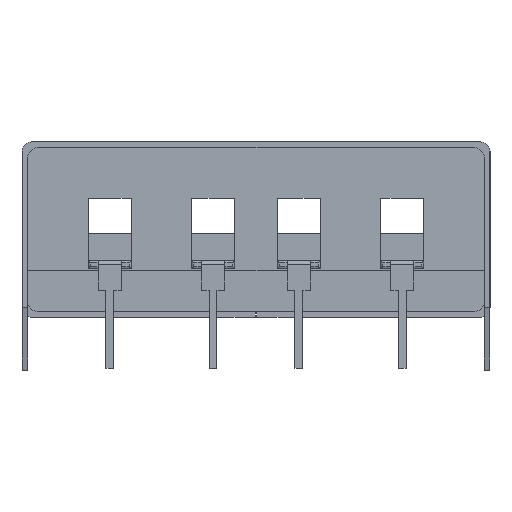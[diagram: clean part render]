
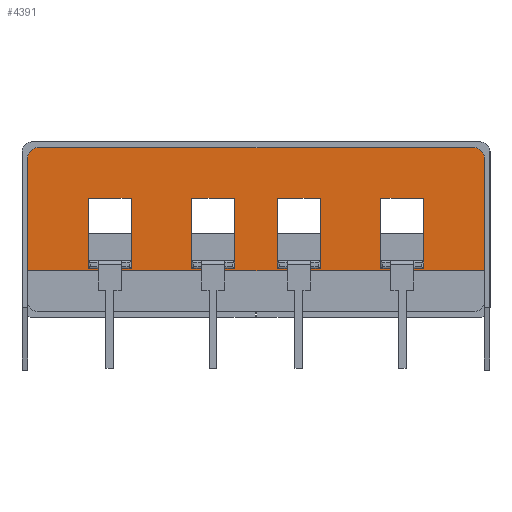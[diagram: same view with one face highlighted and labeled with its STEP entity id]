
A CAD part, left-side view. The second image highlights one B-rep face of the part: STEP entity #4391.
In plain terms, the highlighted planar face has unit normal (-1, 0, 0).
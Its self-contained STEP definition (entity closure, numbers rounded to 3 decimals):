
#83=FACE_BOUND('',#567,.T.);
#84=FACE_BOUND('',#568,.T.);
#85=FACE_BOUND('',#569,.T.);
#86=FACE_BOUND('',#570,.T.);
#139=PLANE('',#4709);
#321=FACE_OUTER_BOUND('',#566,.T.);
#566=EDGE_LOOP('',(#3408,#3409,#3410,#3411,#3412,#3413));
#567=EDGE_LOOP('',(#3414,#3415,#3416,#3417));
#568=EDGE_LOOP('',(#3418,#3419,#3420,#3421));
#569=EDGE_LOOP('',(#3422,#3423,#3424,#3425));
#570=EDGE_LOOP('',(#3426,#3427,#3428,#3429));
#897=LINE('',#6719,#1392);
#898=LINE('',#6721,#1393);
#899=LINE('',#6723,#1394);
#900=LINE('',#6727,#1395);
#901=LINE('',#6731,#1396);
#902=LINE('',#6733,#1397);
#903=LINE('',#6735,#1398);
#904=LINE('',#6736,#1399);
#905=LINE('',#6739,#1400);
#906=LINE('',#6741,#1401);
#907=LINE('',#6743,#1402);
#908=LINE('',#6744,#1403);
#909=LINE('',#6747,#1404);
#910=LINE('',#6749,#1405);
#911=LINE('',#6751,#1406);
#912=LINE('',#6752,#1407);
#913=LINE('',#6755,#1408);
#914=LINE('',#6757,#1409);
#915=LINE('',#6759,#1410);
#916=LINE('',#6760,#1411);
#1392=VECTOR('',#5428,10.);
#1393=VECTOR('',#5429,10.);
#1394=VECTOR('',#5430,10.);
#1395=VECTOR('',#5433,10.);
#1396=VECTOR('',#5436,10.);
#1397=VECTOR('',#5437,10.);
#1398=VECTOR('',#5438,10.);
#1399=VECTOR('',#5439,10.);
#1400=VECTOR('',#5440,10.);
#1401=VECTOR('',#5441,10.);
#1402=VECTOR('',#5442,10.);
#1403=VECTOR('',#5443,10.);
#1404=VECTOR('',#5444,10.);
#1405=VECTOR('',#5445,10.);
#1406=VECTOR('',#5446,10.);
#1407=VECTOR('',#5447,10.);
#1408=VECTOR('',#5448,10.);
#1409=VECTOR('',#5449,10.);
#1410=VECTOR('',#5450,10.);
#1411=VECTOR('',#5451,10.);
#1775=CIRCLE('',#4710,0.25);
#1776=CIRCLE('',#4711,0.25);
#2011=VERTEX_POINT('',#6717);
#2012=VERTEX_POINT('',#6718);
#2013=VERTEX_POINT('',#6720);
#2014=VERTEX_POINT('',#6722);
#2015=VERTEX_POINT('',#6724);
#2016=VERTEX_POINT('',#6726);
#2017=VERTEX_POINT('',#6729);
#2018=VERTEX_POINT('',#6730);
#2019=VERTEX_POINT('',#6732);
#2020=VERTEX_POINT('',#6734);
#2021=VERTEX_POINT('',#6737);
#2022=VERTEX_POINT('',#6738);
#2023=VERTEX_POINT('',#6740);
#2024=VERTEX_POINT('',#6742);
#2025=VERTEX_POINT('',#6745);
#2026=VERTEX_POINT('',#6746);
#2027=VERTEX_POINT('',#6748);
#2028=VERTEX_POINT('',#6750);
#2029=VERTEX_POINT('',#6753);
#2030=VERTEX_POINT('',#6754);
#2031=VERTEX_POINT('',#6756);
#2032=VERTEX_POINT('',#6758);
#2517=EDGE_CURVE('',#2011,#2012,#897,.T.);
#2518=EDGE_CURVE('',#2013,#2011,#898,.T.);
#2519=EDGE_CURVE('',#2014,#2013,#899,.T.);
#2520=EDGE_CURVE('',#2015,#2014,#1775,.T.);
#2521=EDGE_CURVE('',#2016,#2015,#900,.T.);
#2522=EDGE_CURVE('',#2012,#2016,#1776,.T.);
#2523=EDGE_CURVE('',#2017,#2018,#901,.T.);
#2524=EDGE_CURVE('',#2019,#2017,#902,.T.);
#2525=EDGE_CURVE('',#2020,#2019,#903,.T.);
#2526=EDGE_CURVE('',#2018,#2020,#904,.T.);
#2527=EDGE_CURVE('',#2021,#2022,#905,.T.);
#2528=EDGE_CURVE('',#2023,#2021,#906,.T.);
#2529=EDGE_CURVE('',#2024,#2023,#907,.T.);
#2530=EDGE_CURVE('',#2022,#2024,#908,.T.);
#2531=EDGE_CURVE('',#2025,#2026,#909,.T.);
#2532=EDGE_CURVE('',#2027,#2025,#910,.T.);
#2533=EDGE_CURVE('',#2028,#2027,#911,.T.);
#2534=EDGE_CURVE('',#2026,#2028,#912,.T.);
#2535=EDGE_CURVE('',#2029,#2030,#913,.T.);
#2536=EDGE_CURVE('',#2031,#2029,#914,.T.);
#2537=EDGE_CURVE('',#2032,#2031,#915,.T.);
#2538=EDGE_CURVE('',#2030,#2032,#916,.T.);
#3408=ORIENTED_EDGE('',*,*,#2517,.F.);
#3409=ORIENTED_EDGE('',*,*,#2518,.F.);
#3410=ORIENTED_EDGE('',*,*,#2519,.F.);
#3411=ORIENTED_EDGE('',*,*,#2520,.F.);
#3412=ORIENTED_EDGE('',*,*,#2521,.F.);
#3413=ORIENTED_EDGE('',*,*,#2522,.F.);
#3414=ORIENTED_EDGE('',*,*,#2523,.F.);
#3415=ORIENTED_EDGE('',*,*,#2524,.F.);
#3416=ORIENTED_EDGE('',*,*,#2525,.F.);
#3417=ORIENTED_EDGE('',*,*,#2526,.F.);
#3418=ORIENTED_EDGE('',*,*,#2527,.F.);
#3419=ORIENTED_EDGE('',*,*,#2528,.F.);
#3420=ORIENTED_EDGE('',*,*,#2529,.F.);
#3421=ORIENTED_EDGE('',*,*,#2530,.F.);
#3422=ORIENTED_EDGE('',*,*,#2531,.F.);
#3423=ORIENTED_EDGE('',*,*,#2532,.F.);
#3424=ORIENTED_EDGE('',*,*,#2533,.F.);
#3425=ORIENTED_EDGE('',*,*,#2534,.F.);
#3426=ORIENTED_EDGE('',*,*,#2535,.F.);
#3427=ORIENTED_EDGE('',*,*,#2536,.F.);
#3428=ORIENTED_EDGE('',*,*,#2537,.F.);
#3429=ORIENTED_EDGE('',*,*,#2538,.F.);
#4391=ADVANCED_FACE('',(#321,#83,#84,#85,#86),#139,.T.);
#4709=AXIS2_PLACEMENT_3D('',#6716,#5426,#5427);
#4710=AXIS2_PLACEMENT_3D('',#6725,#5431,#5432);
#4711=AXIS2_PLACEMENT_3D('',#6728,#5434,#5435);
#5426=DIRECTION('center_axis',(-1.,0.,0.));
#5427=DIRECTION('ref_axis',(0.,0.,1.));
#5428=DIRECTION('',(0.,0.,1.));
#5429=DIRECTION('',(0.,1.,0.));
#5430=DIRECTION('',(0.,0.,-1.));
#5431=DIRECTION('center_axis',(1.,0.,0.));
#5432=DIRECTION('ref_axis',(0.,-1.,0.));
#5433=DIRECTION('',(0.,-1.,0.));
#5434=DIRECTION('center_axis',(1.,0.,0.));
#5435=DIRECTION('ref_axis',(0.,0.,1.));
#5436=DIRECTION('',(0.,-1.,0.));
#5437=DIRECTION('',(0.,0.,-1.));
#5438=DIRECTION('',(0.,1.,0.));
#5439=DIRECTION('',(0.,0.,1.));
#5440=DIRECTION('',(0.,-1.,0.));
#5441=DIRECTION('',(0.,0.,-1.));
#5442=DIRECTION('',(0.,1.,0.));
#5443=DIRECTION('',(0.,0.,1.));
#5444=DIRECTION('',(0.,-1.,0.));
#5445=DIRECTION('',(0.,0.,-1.));
#5446=DIRECTION('',(0.,1.,0.));
#5447=DIRECTION('',(0.,0.,1.));
#5448=DIRECTION('',(0.,0.,1.));
#5449=DIRECTION('',(0.,-1.,0.));
#5450=DIRECTION('',(0.,0.,-1.));
#5451=DIRECTION('',(0.,1.,0.));
#6716=CARTESIAN_POINT('Origin',(0.,0.,0.525));
#6717=CARTESIAN_POINT('',(0.,5.85,-1.05));
#6718=CARTESIAN_POINT('',(0.,5.85,1.85));
#6719=CARTESIAN_POINT('',(0.,5.85,1.188));
#6720=CARTESIAN_POINT('',(0.,-5.85,-1.05));
#6721=CARTESIAN_POINT('',(0.,2.925,-1.05));
#6722=CARTESIAN_POINT('',(0.,-5.85,1.85));
#6723=CARTESIAN_POINT('',(0.,-5.85,-0.263));
#6724=CARTESIAN_POINT('',(0.,-5.6,2.1));
#6725=CARTESIAN_POINT('Origin',(0.,-5.6,1.85));
#6726=CARTESIAN_POINT('',(0.,5.6,2.1));
#6727=CARTESIAN_POINT('',(0.,-2.8,2.1));
#6728=CARTESIAN_POINT('Origin',(0.,5.6,1.85));
#6729=CARTESIAN_POINT('',(0.,4.3,-1.));
#6730=CARTESIAN_POINT('',(0.,3.2,-1.));
#6731=CARTESIAN_POINT('',(0.,1.6,-1.));
#6732=CARTESIAN_POINT('',(0.,4.3,0.8));
#6733=CARTESIAN_POINT('',(0.,4.3,-0.238));
#6734=CARTESIAN_POINT('',(0.,3.2,0.8));
#6735=CARTESIAN_POINT('',(0.,2.15,0.8));
#6736=CARTESIAN_POINT('',(0.,3.2,0.663));
#6737=CARTESIAN_POINT('',(0.,-0.55,-1.));
#6738=CARTESIAN_POINT('',(0.,-1.65,-1.));
#6739=CARTESIAN_POINT('',(0.,-0.825,-1.));
#6740=CARTESIAN_POINT('',(0.,-0.55,0.8));
#6741=CARTESIAN_POINT('',(0.,-0.55,-0.238));
#6742=CARTESIAN_POINT('',(0.,-1.65,0.8));
#6743=CARTESIAN_POINT('',(0.,-0.275,0.8));
#6744=CARTESIAN_POINT('',(0.,-1.65,0.663));
#6745=CARTESIAN_POINT('',(0.,1.65,-1.));
#6746=CARTESIAN_POINT('',(0.,0.55,-1.));
#6747=CARTESIAN_POINT('',(0.,0.275,-1.));
#6748=CARTESIAN_POINT('',(0.,1.65,0.8));
#6749=CARTESIAN_POINT('',(0.,1.65,-0.238));
#6750=CARTESIAN_POINT('',(0.,0.55,0.8));
#6751=CARTESIAN_POINT('',(0.,0.825,0.8));
#6752=CARTESIAN_POINT('',(0.,0.55,0.663));
#6753=CARTESIAN_POINT('',(0.,-4.3,-1.));
#6754=CARTESIAN_POINT('',(0.,-4.3,0.8));
#6755=CARTESIAN_POINT('',(0.,-4.3,0.663));
#6756=CARTESIAN_POINT('',(0.,-3.2,-1.));
#6757=CARTESIAN_POINT('',(0.,-2.15,-1.));
#6758=CARTESIAN_POINT('',(0.,-3.2,0.8));
#6759=CARTESIAN_POINT('',(0.,-3.2,-0.238));
#6760=CARTESIAN_POINT('',(0.,-1.6,0.8));
